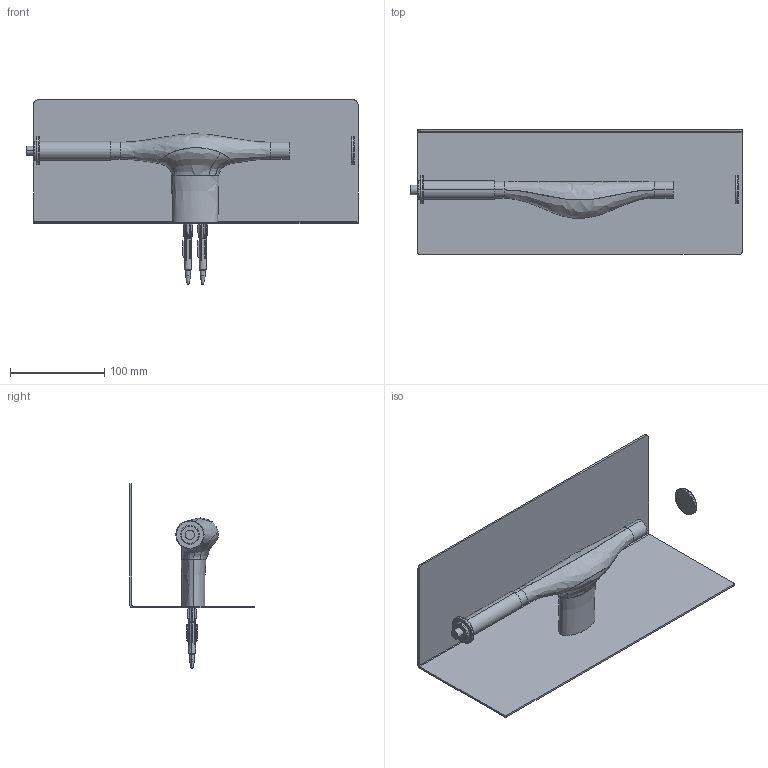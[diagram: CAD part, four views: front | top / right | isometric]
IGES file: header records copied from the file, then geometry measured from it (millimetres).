
Start section:  PTC IGES file: a48016_sw0001.igs
Global section: file name: a48016_sw0001.igs; native system: Creo Parametric by Parametric Technology Corporation; preprocessor: 2011490; author: gurkan.saylisoy; organization: Unknown; date: 20121010.093537; units: millimetre
Bounding box: 353.04 x 132 x 196 mm (x, y, z)
Surface area: 220127.6 mm2 (no closed solid volume)
Topology: 0 solids, 0 shells, 205 faces, 1022 edges, 1022 vertices
Faces by surface type: bspline 129, revolution 76
